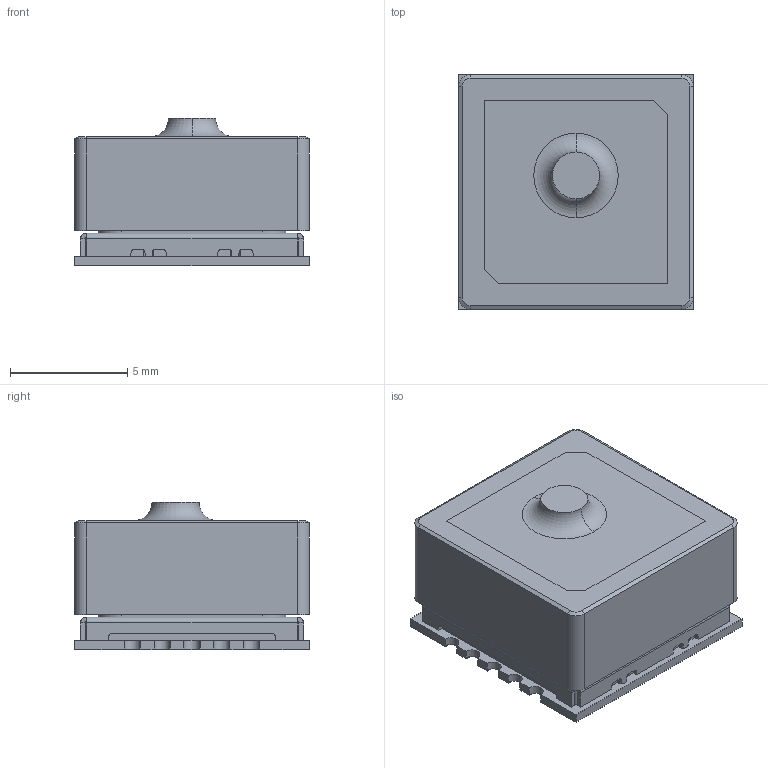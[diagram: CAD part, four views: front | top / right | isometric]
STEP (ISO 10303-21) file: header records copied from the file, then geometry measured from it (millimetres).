
FILE_DESCRIPTION(('FreeCAD Model'),'2;1');
FILE_NAME('ORG1410_GPS.step','2020-06-13T11:50:09',('Author'),(''), 'Open CASCADE STEP processor 7.3','FreeCAD','Unknown');
FILE_SCHEMA(('AUTOMOTIVE_DESIGN { 1 0 10303 214 1 1 1 1 }'));
Length unit declared in the file: millimetre
Products named in the file (7): ORG1410; SOLDER^ORG1410; RTV^ORG1410; 3M_9077_ADHESIVE^ORG1410; ORG10-4T_pincut; PCB; MF-SH07-S00
Assembly tree (6 placements, depth 2):
  ORG1410
    SOLDER^ORG1410
    RTV^ORG1410
    3M_9077_ADHESIVE^ORG1410
    ORG10-4T_pincut
    PCB
    MF-SH07-S00
Bounding box: 10 x 10 x 6.3 mm (x, y, z)
Volume: 62.6 mm3; surface area: 1117.7 mm2
Topology: 2 solids, 6 shells, 246 faces, 623 edges, 398 vertices
Faces by surface type: plane 143, cylinder 85, bspline 8, torus 6, cone 4
Entity records: 18592 total; most frequent: CARTESIAN_POINT 4620, DIRECTION 2346, LINE 1463, VECTOR 1463, ORIENTED_EDGE 1246, PCURVE 1246, DEFINITIONAL_REPRESENTATION 1246, EDGE_CURVE 623
